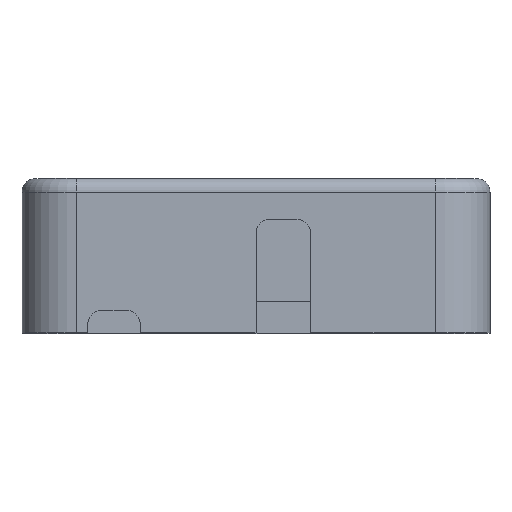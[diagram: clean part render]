
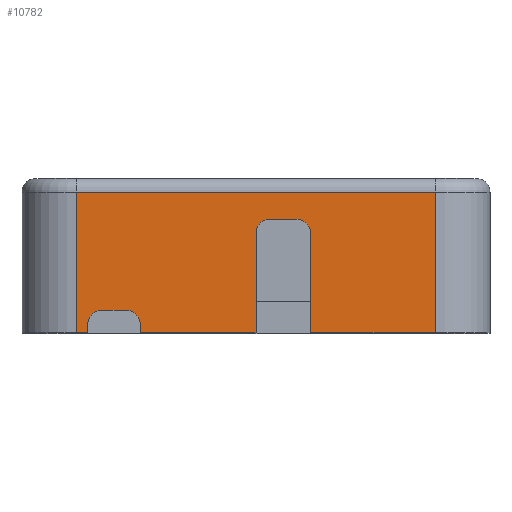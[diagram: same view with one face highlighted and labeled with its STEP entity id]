
A CAD part, top view. The second image highlights one B-rep face of the part: STEP entity #10782.
In plain terms, the highlighted planar face has unit normal (0, 0, 1).
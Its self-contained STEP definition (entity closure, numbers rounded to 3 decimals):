
#137=PLANE('',#11362);
#437=FACE_OUTER_BOUND('',#998,.T.);
#998=EDGE_LOOP('',(#7231,#7232,#7233,#7234,#7235,#7236,#7237,#7238,#7239,
#7240,#7241,#7242,#7243,#7244,#7245,#7246));
#1681=LINE('',#15813,#2792);
#1682=LINE('',#15819,#2793);
#1684=LINE('',#15825,#2795);
#1685=LINE('',#15827,#2796);
#1686=LINE('',#15829,#2797);
#1687=LINE('',#15833,#2798);
#1688=LINE('',#15837,#2799);
#1689=LINE('',#15839,#2800);
#1690=LINE('',#15841,#2801);
#1691=LINE('',#15845,#2802);
#1692=LINE('',#15849,#2803);
#1693=LINE('',#15850,#2804);
#2792=VECTOR('',#12494,10.);
#2793=VECTOR('',#12503,10.);
#2795=VECTOR('',#12509,10.);
#2796=VECTOR('',#12510,10.);
#2797=VECTOR('',#12511,10.);
#2798=VECTOR('',#12514,10.);
#2799=VECTOR('',#12517,10.);
#2800=VECTOR('',#12518,10.);
#2801=VECTOR('',#12519,10.);
#2802=VECTOR('',#12522,10.);
#2803=VECTOR('',#12525,10.);
#2804=VECTOR('',#12526,10.);
#3911=CIRCLE('',#11363,3.);
#3912=CIRCLE('',#11364,3.);
#3913=CIRCLE('',#11365,3.);
#3914=CIRCLE('',#11366,3.);
#4452=VERTEX_POINT('',#15803);
#4454=VERTEX_POINT('',#15809);
#4456=VERTEX_POINT('',#15818);
#4458=VERTEX_POINT('',#15824);
#4459=VERTEX_POINT('',#15826);
#4460=VERTEX_POINT('',#15828);
#4461=VERTEX_POINT('',#15830);
#4462=VERTEX_POINT('',#15832);
#4463=VERTEX_POINT('',#15834);
#4464=VERTEX_POINT('',#15836);
#4465=VERTEX_POINT('',#15838);
#4466=VERTEX_POINT('',#15840);
#4467=VERTEX_POINT('',#15842);
#4468=VERTEX_POINT('',#15844);
#4469=VERTEX_POINT('',#15846);
#4470=VERTEX_POINT('',#15848);
#5561=EDGE_CURVE('',#4452,#4454,#1681,.T.);
#5564=EDGE_CURVE('',#4456,#4454,#1682,.T.);
#5567=EDGE_CURVE('',#4452,#4458,#1684,.T.);
#5568=EDGE_CURVE('',#4459,#4458,#1685,.T.);
#5569=EDGE_CURVE('',#4459,#4460,#1686,.T.);
#5570=EDGE_CURVE('',#4461,#4460,#3911,.T.);
#5571=EDGE_CURVE('',#4461,#4462,#1687,.T.);
#5572=EDGE_CURVE('',#4463,#4462,#3912,.T.);
#5573=EDGE_CURVE('',#4463,#4464,#1688,.T.);
#5574=EDGE_CURVE('',#4465,#4464,#1689,.T.);
#5575=EDGE_CURVE('',#4465,#4466,#1690,.T.);
#5576=EDGE_CURVE('',#4467,#4466,#3913,.T.);
#5577=EDGE_CURVE('',#4467,#4468,#1691,.T.);
#5578=EDGE_CURVE('',#4469,#4468,#3914,.T.);
#5579=EDGE_CURVE('',#4469,#4470,#1692,.T.);
#5580=EDGE_CURVE('',#4456,#4470,#1693,.T.);
#7231=ORIENTED_EDGE('',*,*,#5561,.F.);
#7232=ORIENTED_EDGE('',*,*,#5567,.T.);
#7233=ORIENTED_EDGE('',*,*,#5568,.F.);
#7234=ORIENTED_EDGE('',*,*,#5569,.T.);
#7235=ORIENTED_EDGE('',*,*,#5570,.F.);
#7236=ORIENTED_EDGE('',*,*,#5571,.T.);
#7237=ORIENTED_EDGE('',*,*,#5572,.F.);
#7238=ORIENTED_EDGE('',*,*,#5573,.T.);
#7239=ORIENTED_EDGE('',*,*,#5574,.F.);
#7240=ORIENTED_EDGE('',*,*,#5575,.T.);
#7241=ORIENTED_EDGE('',*,*,#5576,.F.);
#7242=ORIENTED_EDGE('',*,*,#5577,.T.);
#7243=ORIENTED_EDGE('',*,*,#5578,.F.);
#7244=ORIENTED_EDGE('',*,*,#5579,.T.);
#7245=ORIENTED_EDGE('',*,*,#5580,.F.);
#7246=ORIENTED_EDGE('',*,*,#5564,.T.);
#10782=ADVANCED_FACE('',(#437),#137,.T.);
#11362=AXIS2_PLACEMENT_3D('',#15823,#12507,#12508);
#11363=AXIS2_PLACEMENT_3D('',#15831,#12512,#12513);
#11364=AXIS2_PLACEMENT_3D('',#15835,#12515,#12516);
#11365=AXIS2_PLACEMENT_3D('',#15843,#12520,#12521);
#11366=AXIS2_PLACEMENT_3D('',#15847,#12523,#12524);
#12494=DIRECTION('',(1.,0.,0.));
#12503=DIRECTION('',(0.,1.,0.));
#12507=DIRECTION('center_axis',(0.,0.,1.));
#12508=DIRECTION('ref_axis',(-1.,0.,0.));
#12509=DIRECTION('',(0.,-1.,0.));
#12510=DIRECTION('',(-1.,0.,0.));
#12511=DIRECTION('',(0.,1.,0.));
#12512=DIRECTION('center_axis',(0.,0.,1.));
#12513=DIRECTION('ref_axis',(-0.707,0.707,0.));
#12514=DIRECTION('',(1.,0.,0.));
#12515=DIRECTION('center_axis',(0.,0.,1.));
#12516=DIRECTION('ref_axis',(0.707,0.707,0.));
#12517=DIRECTION('',(0.,-1.,0.));
#12518=DIRECTION('',(-1.,0.,0.));
#12519=DIRECTION('',(0.,1.,0.));
#12520=DIRECTION('center_axis',(0.,0.,1.));
#12521=DIRECTION('ref_axis',(-0.707,0.707,0.));
#12522=DIRECTION('',(1.,0.,0.));
#12523=DIRECTION('center_axis',(0.,0.,1.));
#12524=DIRECTION('ref_axis',(0.707,0.707,0.));
#12525=DIRECTION('',(0.,-1.,0.));
#12526=DIRECTION('',(-1.,0.,0.));
#15803=CARTESIAN_POINT('',(-39.5,34.,37.));
#15809=CARTESIAN_POINT('',(39.5,34.,37.));
#15813=CARTESIAN_POINT('',(19.75,34.,37.));
#15818=CARTESIAN_POINT('',(39.5,3.,37.));
#15819=CARTESIAN_POINT('',(39.5,35.,37.));
#15823=CARTESIAN_POINT('Origin',(39.5,35.,37.));
#15824=CARTESIAN_POINT('',(-39.5,3.,37.));
#15825=CARTESIAN_POINT('',(-39.5,35.,37.));
#15826=CARTESIAN_POINT('',(-37.,3.,37.));
#15827=CARTESIAN_POINT('',(-39.5,3.,37.));
#15828=CARTESIAN_POINT('',(-37.,5.,37.));
#15829=CARTESIAN_POINT('',(-37.,19.,37.));
#15830=CARTESIAN_POINT('',(-34.,8.,37.));
#15831=CARTESIAN_POINT('Origin',(-34.,5.,37.));
#15832=CARTESIAN_POINT('',(-28.5,8.,37.));
#15833=CARTESIAN_POINT('',(1.25,8.,37.));
#15834=CARTESIAN_POINT('',(-25.5,5.,37.));
#15835=CARTESIAN_POINT('Origin',(-28.5,5.,37.));
#15836=CARTESIAN_POINT('',(-25.5,3.,37.));
#15837=CARTESIAN_POINT('',(-25.5,21.5,37.));
#15838=CARTESIAN_POINT('',(0.,3.,37.));
#15839=CARTESIAN_POINT('',(-39.5,3.,37.));
#15840=CARTESIAN_POINT('',(0.,25.,37.));
#15841=CARTESIAN_POINT('',(0.,19.,37.));
#15842=CARTESIAN_POINT('',(3.,28.,37.));
#15843=CARTESIAN_POINT('Origin',(3.,25.,37.));
#15844=CARTESIAN_POINT('',(9.,28.,37.));
#15845=CARTESIAN_POINT('',(19.75,28.,37.));
#15846=CARTESIAN_POINT('',(12.,25.,37.));
#15847=CARTESIAN_POINT('Origin',(9.,25.,37.));
#15848=CARTESIAN_POINT('',(12.,3.,37.));
#15849=CARTESIAN_POINT('',(12.,31.5,37.));
#15850=CARTESIAN_POINT('',(-39.5,3.,37.));
